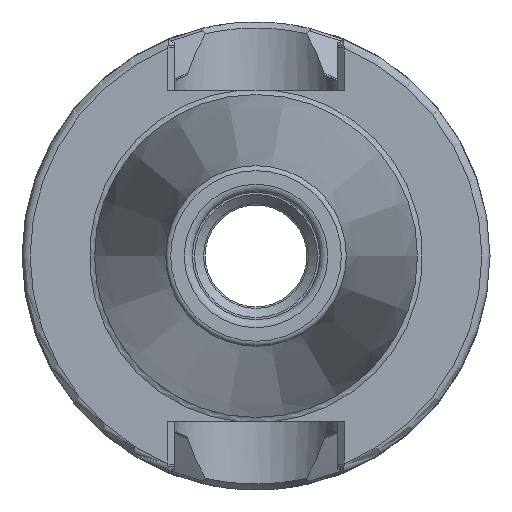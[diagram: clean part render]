
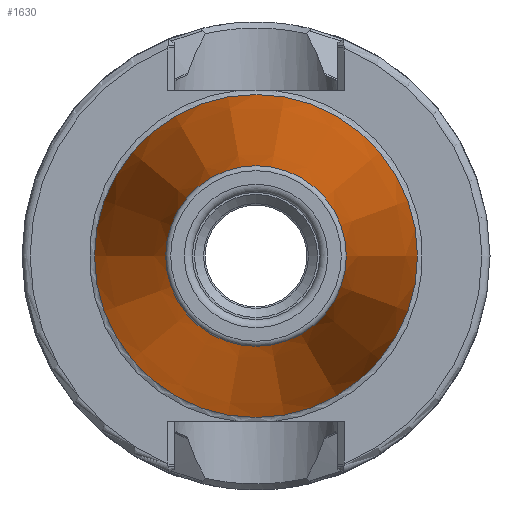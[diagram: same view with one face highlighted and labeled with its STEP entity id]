
A CAD part, left-side view. The second image highlights one B-rep face of the part: STEP entity #1630.
In plain terms, the highlighted conical face has half-angle 8.297 degrees and reference radius 12.377 mm.
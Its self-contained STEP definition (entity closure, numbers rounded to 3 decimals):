
#258=FACE_OUTER_BOUND('',#360,.T.);
#360=EDGE_LOOP('',(#1421,#1422,#1423,#1424,#1425));
#454=LINE('',#3687,#542);
#542=VECTOR('',#2202,12.377);
#625=CIRCLE('',#1837,8.879);
#626=CIRCLE('',#1838,8.879);
#629=CIRCLE('',#1842,15.875);
#771=VERTEX_POINT('',#3677);
#772=VERTEX_POINT('',#3678);
#774=VERTEX_POINT('',#3685);
#994=EDGE_CURVE('',#771,#772,#625,.T.);
#995=EDGE_CURVE('',#772,#771,#626,.T.);
#998=EDGE_CURVE('',#774,#774,#629,.T.);
#999=EDGE_CURVE('',#774,#771,#454,.T.);
#1421=ORIENTED_EDGE('',*,*,#998,.F.);
#1422=ORIENTED_EDGE('',*,*,#999,.T.);
#1423=ORIENTED_EDGE('',*,*,#994,.T.);
#1424=ORIENTED_EDGE('',*,*,#995,.T.);
#1425=ORIENTED_EDGE('',*,*,#999,.F.);
#1553=CONICAL_SURFACE('',#1841,12.377,0.145);
#1630=ADVANCED_FACE('',(#258),#1553,.T.);
#1837=AXIS2_PLACEMENT_3D('',#3679,#2190,#2191);
#1838=AXIS2_PLACEMENT_3D('',#3680,#2192,#2193);
#1841=AXIS2_PLACEMENT_3D('',#3684,#2198,#2199);
#1842=AXIS2_PLACEMENT_3D('',#3686,#2200,#2201);
#2190=DIRECTION('center_axis',(1.,0.,0.));
#2191=DIRECTION('ref_axis',(0.,0.,-1.));
#2192=DIRECTION('center_axis',(1.,0.,0.));
#2193=DIRECTION('ref_axis',(0.,0.,-1.));
#2198=DIRECTION('center_axis',(1.,0.,0.));
#2199=DIRECTION('ref_axis',(0.,1.,0.));
#2200=DIRECTION('center_axis',(1.,0.,0.));
#2201=DIRECTION('ref_axis',(0.,0.,-1.));
#2202=DIRECTION('',(-0.99,0.144,0.));
#3677=CARTESIAN_POINT('',(-47.972,-8.879,0.));
#3678=CARTESIAN_POINT('',(-47.972,0.,8.879));
#3679=CARTESIAN_POINT('Origin',(-47.972,0.,
0.));
#3680=CARTESIAN_POINT('Origin',(-47.972,0.,
0.));
#3684=CARTESIAN_POINT('Origin',(-23.986,0.,
0.));
#3685=CARTESIAN_POINT('',(0.,-15.875,0.));
#3686=CARTESIAN_POINT('Origin',(0.,0.,
0.));
#3687=CARTESIAN_POINT('',(-23.986,-12.377,0.));
